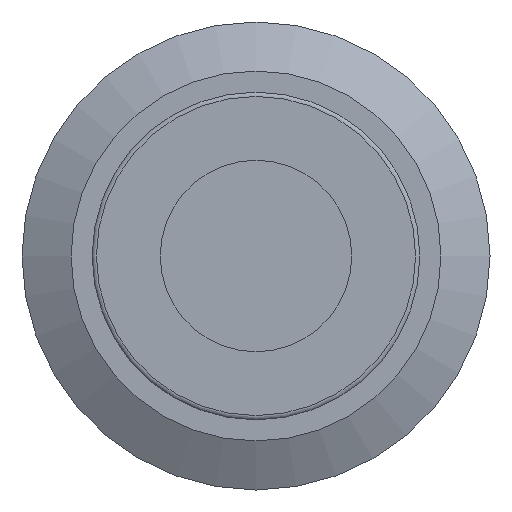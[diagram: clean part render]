
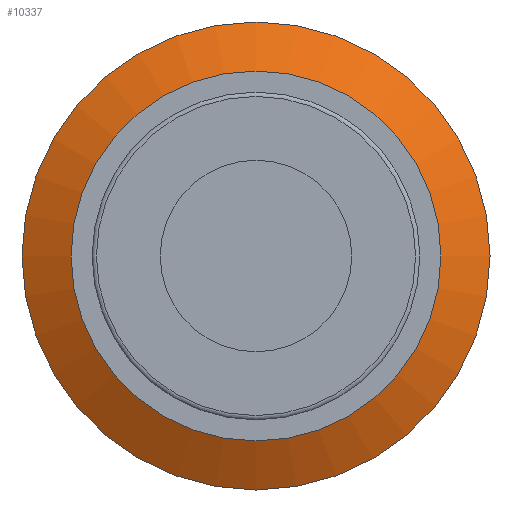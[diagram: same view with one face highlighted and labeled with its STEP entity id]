
A CAD part, left-side view. The second image highlights one B-rep face of the part: STEP entity #10337.
In plain terms, the highlighted conical face has half-angle 62.5 degrees and reference radius 9.847 mm.
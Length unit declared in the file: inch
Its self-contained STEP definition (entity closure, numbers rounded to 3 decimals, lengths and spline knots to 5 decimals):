
#1055=CONICAL_SURFACE('',#11149,0.38769,1.091);
#1651=FACE_OUTER_BOUND('',#2300,.T.);
#2300=EDGE_LOOP('',(#9586,#9587,#9588,#9589,#9590));
#2950=LINE('',#23756,#3585);
#3585=VECTOR('',#13355,0.38769);
#3978=CIRCLE('',#11138,0.43307);
#3979=CIRCLE('',#11139,0.43307);
#3985=CIRCLE('',#11148,0.34232);
#4973=VERTEX_POINT('',#23734);
#4974=VERTEX_POINT('',#23735);
#4980=VERTEX_POINT('',#23753);
#6510=EDGE_CURVE('',#4973,#4974,#3978,.T.);
#6511=EDGE_CURVE('',#4974,#4973,#3979,.T.);
#6519=EDGE_CURVE('',#4980,#4980,#3985,.T.);
#6520=EDGE_CURVE('',#4980,#4974,#2950,.T.);
#9586=ORIENTED_EDGE('',*,*,#6519,.F.);
#9587=ORIENTED_EDGE('',*,*,#6520,.T.);
#9588=ORIENTED_EDGE('',*,*,#6510,.F.);
#9589=ORIENTED_EDGE('',*,*,#6511,.F.);
#9590=ORIENTED_EDGE('',*,*,#6520,.F.);
#10337=ADVANCED_FACE('',(#1651),#1055,.T.);
#11138=AXIS2_PLACEMENT_3D('',#23736,#13329,#13330);
#11139=AXIS2_PLACEMENT_3D('',#23737,#13331,#13332);
#11148=AXIS2_PLACEMENT_3D('',#23754,#13351,#13352);
#11149=AXIS2_PLACEMENT_3D('',#23755,#13353,#13354);
#13329=DIRECTION('center_axis',(1.,0.,0.));
#13330=DIRECTION('ref_axis',(0.,-1.,0.));
#13331=DIRECTION('center_axis',(1.,0.,0.));
#13332=DIRECTION('ref_axis',(0.,-1.,0.));
#13351=DIRECTION('center_axis',(-1.,0.,0.));
#13352=DIRECTION('ref_axis',(0.,0.,1.));
#13353=DIRECTION('center_axis',(1.,0.,0.));
#13354=DIRECTION('ref_axis',(0.,0.,1.));
#13355=DIRECTION('',(0.462,0.,-0.887));
#23734=CARTESIAN_POINT('',(-0.0315,0.43307,0.));
#23735=CARTESIAN_POINT('',(-0.0315,0.,-0.43307));
#23736=CARTESIAN_POINT('Origin',(-0.0315,0.,0.));
#23737=CARTESIAN_POINT('Origin',(-0.0315,0.,0.));
#23753=CARTESIAN_POINT('',(-0.07874,0.,-0.34232));
#23754=CARTESIAN_POINT('Origin',(-0.07874,0.,0.));
#23755=CARTESIAN_POINT('Origin',(-0.05512,0.,0.));
#23756=CARTESIAN_POINT('',(-0.05512,0.,-0.38769));
